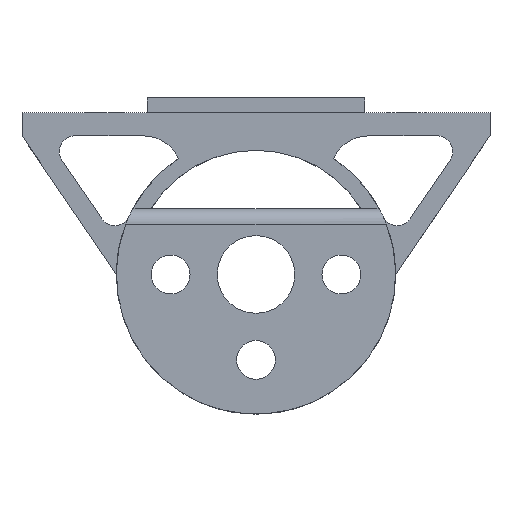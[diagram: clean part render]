
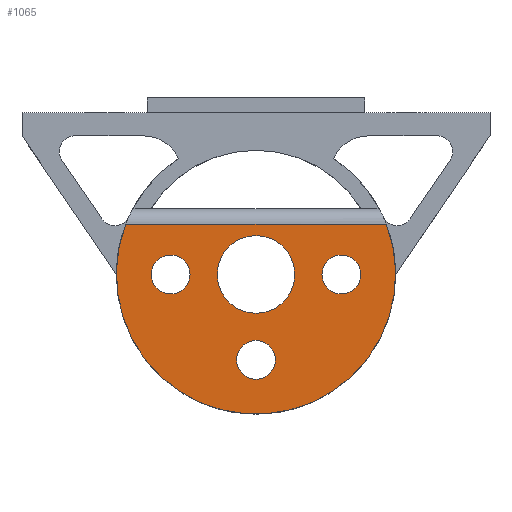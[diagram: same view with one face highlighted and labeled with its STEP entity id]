
A CAD part, left-side view. The second image highlights one B-rep face of the part: STEP entity #1065.
In plain terms, the highlighted planar face has unit normal (-1, 0, 0).
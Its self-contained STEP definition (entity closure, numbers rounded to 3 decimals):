
#15=FACE_BOUND('',#172,.T.);
#16=FACE_BOUND('',#173,.T.);
#17=FACE_BOUND('',#174,.T.);
#18=FACE_BOUND('',#175,.T.);
#33=CIRCLE('',#1134,18.);
#45=CIRCLE('',#1147,5.);
#46=CIRCLE('',#1148,2.5);
#47=CIRCLE('',#1149,2.5);
#48=CIRCLE('',#1150,2.5);
#85=PLANE('',#1146);
#119=FACE_OUTER_BOUND('',#171,.T.);
#171=EDGE_LOOP('',(#761,#762));
#172=EDGE_LOOP('',(#763));
#173=EDGE_LOOP('',(#764));
#174=EDGE_LOOP('',(#765));
#175=EDGE_LOOP('',(#766));
#237=LINE('',#1561,#345);
#345=VECTOR('',#1236,10.);
#456=VERTEX_POINT('',#1549);
#457=VERTEX_POINT('',#1560);
#485=VERTEX_POINT('',#1634);
#486=VERTEX_POINT('',#1636);
#487=VERTEX_POINT('',#1638);
#488=VERTEX_POINT('',#1640);
#562=EDGE_CURVE('',#456,#457,#237,.T.);
#573=EDGE_CURVE('',#456,#457,#33,.T.);
#595=EDGE_CURVE('',#485,#485,#45,.T.);
#596=EDGE_CURVE('',#486,#486,#46,.F.);
#597=EDGE_CURVE('',#487,#487,#47,.F.);
#598=EDGE_CURVE('',#488,#488,#48,.F.);
#761=ORIENTED_EDGE('',*,*,#562,.F.);
#762=ORIENTED_EDGE('',*,*,#573,.T.);
#763=ORIENTED_EDGE('',*,*,#595,.T.);
#764=ORIENTED_EDGE('',*,*,#596,.T.);
#765=ORIENTED_EDGE('',*,*,#597,.T.);
#766=ORIENTED_EDGE('',*,*,#598,.T.);
#1065=ADVANCED_FACE('',(#119,#15,#16,#17,#18),#85,.T.);
#1134=AXIS2_PLACEMENT_3D('',#1591,#1252,#1253);
#1146=AXIS2_PLACEMENT_3D('',#1633,#1286,#1287);
#1147=AXIS2_PLACEMENT_3D('',#1635,#1288,#1289);
#1148=AXIS2_PLACEMENT_3D('',#1637,#1290,#1291);
#1149=AXIS2_PLACEMENT_3D('',#1639,#1292,#1293);
#1150=AXIS2_PLACEMENT_3D('',#1641,#1294,#1295);
#1236=DIRECTION('',(0.,-1.,0.));
#1252=DIRECTION('center_axis',(-1.,0.,0.));
#1253=DIRECTION('ref_axis',(0.,1.,0.));
#1286=DIRECTION('center_axis',(-1.,0.,0.));
#1287=DIRECTION('ref_axis',(0.,1.,0.));
#1288=DIRECTION('center_axis',(1.,0.,0.));
#1289=DIRECTION('ref_axis',(0.,0.,1.));
#1290=DIRECTION('center_axis',(-1.,0.,0.));
#1291=DIRECTION('ref_axis',(0.,0.,
-1.));
#1292=DIRECTION('center_axis',(-1.,0.,0.));
#1293=DIRECTION('ref_axis',(0.,0.,1.));
#1294=DIRECTION('center_axis',(-1.,0.,0.));
#1295=DIRECTION('ref_axis',(0.,1.,0.));
#1549=CARTESIAN_POINT('',(-2.,16.785,6.5));
#1560=CARTESIAN_POINT('',(-2.,-16.785,6.5));
#1561=CARTESIAN_POINT('',(-2.,0.,6.5));
#1591=CARTESIAN_POINT('Origin',(-2.,0.,0.));
#1633=CARTESIAN_POINT('Origin',(-2.,0.,0.));
#1634=CARTESIAN_POINT('',(-2.,0.,-5.));
#1635=CARTESIAN_POINT('Origin',(-2.,0.,0.));
#1636=CARTESIAN_POINT('',(-2.,-11.,2.5));
#1637=CARTESIAN_POINT('Origin',(-2.,-11.,0.));
#1638=CARTESIAN_POINT('',(-2.,11.,-2.5));
#1639=CARTESIAN_POINT('Origin',(-2.,11.,0.));
#1640=CARTESIAN_POINT('',(-2.,-2.5,-11.));
#1641=CARTESIAN_POINT('Origin',(-2.,0.,-11.));
